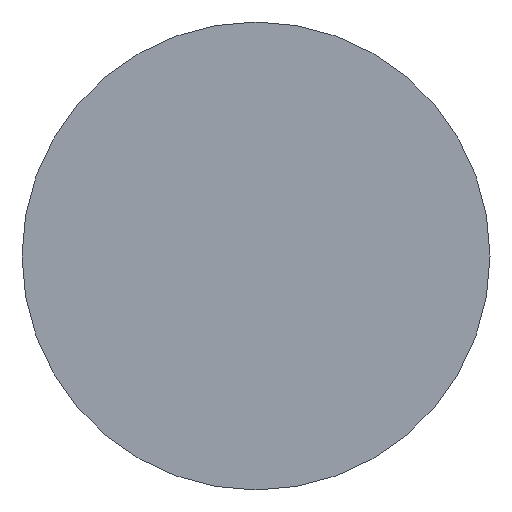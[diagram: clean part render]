
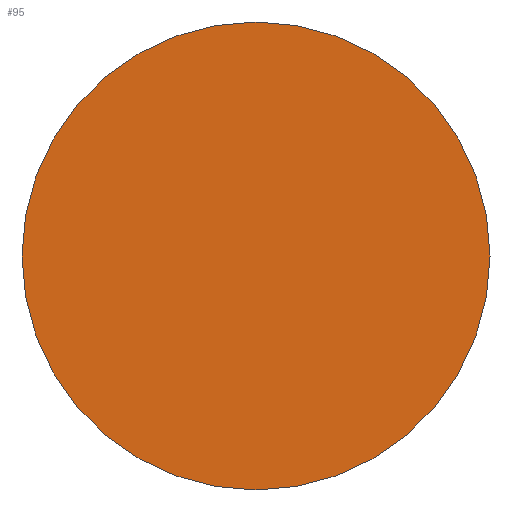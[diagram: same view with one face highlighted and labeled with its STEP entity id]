
A CAD part, left-side view. The second image highlights one B-rep face of the part: STEP entity #95.
In plain terms, the highlighted planar face has unit normal (-1, 0, 0).
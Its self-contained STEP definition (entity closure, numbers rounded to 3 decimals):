
#6 = EDGE_CURVE ( 'NONE', #52, #143, #66, .T. ) ;
#7 = CARTESIAN_POINT ( 'NONE',  ( 22.201, 13.031, 3.15 ) ) ;
#16 = ORIENTED_EDGE ( 'NONE', *, *, #6, .T. ) ;
#39 = CARTESIAN_POINT ( 'NONE',  ( 22.201, 13.031, 0. ) ) ;
#52 = VERTEX_POINT ( 'NONE', #61 ) ;
#58 = CARTESIAN_POINT ( 'NONE',  ( 22.201, 13.031, 0. ) ) ;
#61 = CARTESIAN_POINT ( 'NONE',  ( 22.201, 13.031, -3.15 ) ) ;
#66 = CIRCLE ( 'NONE', #121, 3.15 ) ;
#67 = DIRECTION ( 'NONE',  ( 1., 0., 0. ) ) ;
#74 = EDGE_CURVE ( 'NONE', #143, #52, #163, .T. ) ;
#76 = DIRECTION ( 'NONE',  ( -1., 0., 0. ) ) ;
#77 = DIRECTION ( 'NONE',  ( 0., 0., 1. ) ) ;
#95 = ADVANCED_FACE ( 'NONE', ( #139 ), #177, .F. ) ;
#96 = CARTESIAN_POINT ( 'NONE',  ( 22.201, 13.031, 0. ) ) ;
#97 = DIRECTION ( 'NONE',  ( -1., 0., 0. ) ) ;
#121 = AXIS2_PLACEMENT_3D ( 'NONE', #39, #76, #123 ) ;
#123 = DIRECTION ( 'NONE',  ( 0., 0., 1. ) ) ;
#126 = DIRECTION ( 'NONE',  ( 0., 0., -1. ) ) ;
#135 = ORIENTED_EDGE ( 'NONE', *, *, #74, .T. ) ;
#139 = FACE_OUTER_BOUND ( 'NONE', #164, .T. ) ;
#140 = AXIS2_PLACEMENT_3D ( 'NONE', #96, #67, #126 ) ;
#143 = VERTEX_POINT ( 'NONE', #7 ) ;
#160 = AXIS2_PLACEMENT_3D ( 'NONE', #58, #97, #77 ) ;
#163 = CIRCLE ( 'NONE', #160, 3.15 ) ;
#164 = EDGE_LOOP ( 'NONE', ( #135, #16 ) ) ;
#177 = PLANE ( 'NONE',  #140 ) ;
